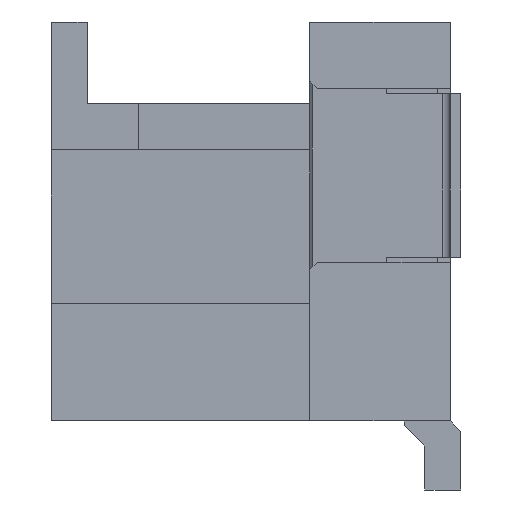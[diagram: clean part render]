
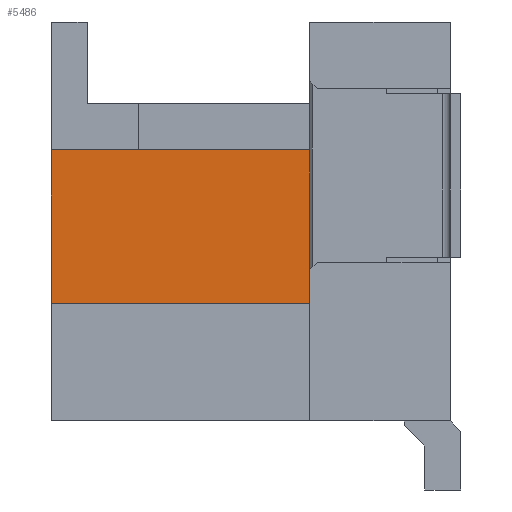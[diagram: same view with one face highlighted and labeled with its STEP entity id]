
A CAD part, left-side view. The second image highlights one B-rep face of the part: STEP entity #5486.
In plain terms, the highlighted planar face has unit normal (-1, 0, 0).
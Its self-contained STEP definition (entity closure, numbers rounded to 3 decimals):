
#493=DIRECTION('',(0.,0.,1.));
#494=VECTOR('',#493,0.05);
#495=CARTESIAN_POINT('',(-7.85,-0.15,-0.64));
#496=LINE('',#495,#494);
#497=DIRECTION('',(0.,-1.,0.));
#498=VECTOR('',#497,5.05);
#499=CARTESIAN_POINT('',(-7.85,4.9,-0.64));
#500=LINE('',#499,#498);
#501=DIRECTION('',(0.,0.,-1.));
#502=VECTOR('',#501,3.);
#503=CARTESIAN_POINT('',(-7.85,4.9,2.36));
#504=LINE('',#503,#502);
#505=DIRECTION('',(0.,-1.,0.));
#506=VECTOR('',#505,5.05);
#507=CARTESIAN_POINT('',(-7.85,4.9,2.36));
#508=LINE('',#507,#506);
#765=DIRECTION('',(0.,0.,-1.));
#766=VECTOR('',#765,2.95);
#767=CARTESIAN_POINT('',(-7.85,-0.15,2.36));
#768=LINE('',#767,#766);
#3793=CARTESIAN_POINT('',(-7.85,4.9,-0.64));
#3794=VERTEX_POINT('',#3793);
#3795=CARTESIAN_POINT('',(-7.85,4.9,2.36));
#3796=VERTEX_POINT('',#3795);
#4141=CARTESIAN_POINT('',(-7.85,-0.15,2.36));
#4142=VERTEX_POINT('',#4141);
#4211=CARTESIAN_POINT('',(-7.85,-0.15,-0.59));
#4212=VERTEX_POINT('',#4211);
#4215=CARTESIAN_POINT('',(-7.85,-0.15,-0.64));
#4216=VERTEX_POINT('',#4215);
#5472=CARTESIAN_POINT('',(-7.85,-3.68,
-3.844));
#5473=DIRECTION('',(1.,0.,0.));
#5474=DIRECTION('',(0.,0.,1.));
#5475=AXIS2_PLACEMENT_3D('',#5472,#5473,#5474);
#5476=PLANE('',#5475);
#5478=ORIENTED_EDGE('',*,*,#5477,.T.);
#5480=ORIENTED_EDGE('',*,*,#5479,.T.);
#5481=ORIENTED_EDGE('',*,*,#5444,.F.);
#5482=ORIENTED_EDGE('',*,*,#5465,.F.);
#5483=ORIENTED_EDGE('',*,*,#5374,.F.);
#5484=EDGE_LOOP('',(#5478,#5480,#5481,#5482,#5483));
#5485=FACE_OUTER_BOUND('',#5484,.F.);
#5486=ADVANCED_FACE('',(#5485),#5476,.F.);
#5374=EDGE_CURVE('',#3796,#3794,#504,.T.);
#5444=EDGE_CURVE('',#4216,#4212,#496,.T.);
#5465=EDGE_CURVE('',#3794,#4216,#500,.T.);
#5477=EDGE_CURVE('',#3796,#4142,#508,.T.);
#5479=EDGE_CURVE('',#4142,#4212,#768,.T.);
